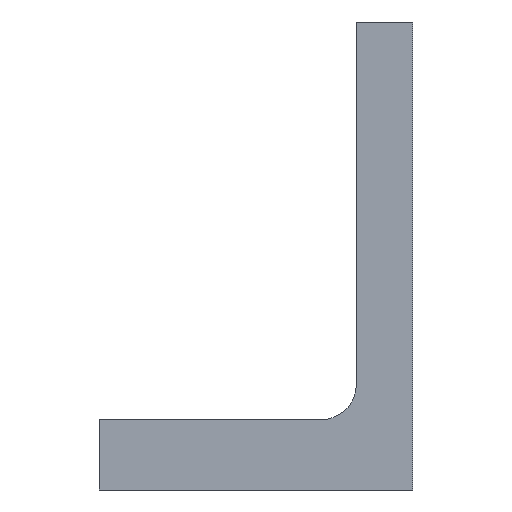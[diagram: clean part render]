
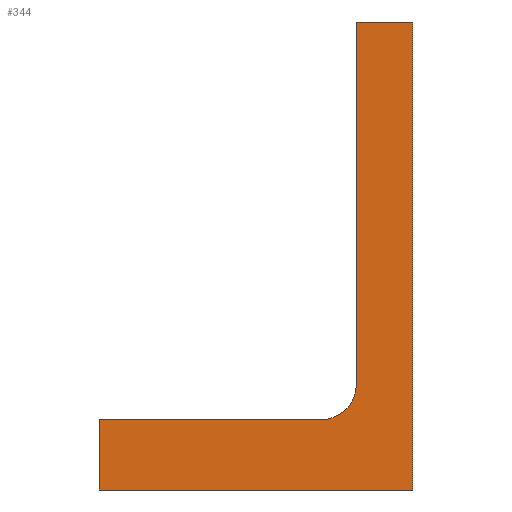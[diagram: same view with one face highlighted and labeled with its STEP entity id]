
A CAD part, left-side view. The second image highlights one B-rep face of the part: STEP entity #344.
In plain terms, the highlighted planar face has unit normal (-1, 0, 0).
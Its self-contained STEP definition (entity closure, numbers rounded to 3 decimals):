
#2 = VECTOR ( 'NONE', #655, 1000. ) ;
#16 = VERTEX_POINT ( 'NONE', #251 ) ;
#27 = ORIENTED_EDGE ( 'NONE', *, *, #294, .T. ) ;
#50 = VECTOR ( 'NONE', #778, 1000. ) ;
#75 = CARTESIAN_POINT ( 'NONE',  ( -34.5, 1.6, 6.65 ) ) ;
#76 = VERTEX_POINT ( 'NONE', #695 ) ;
#103 = CARTESIAN_POINT ( 'NONE',  ( -34.5, 0., 6.65 ) ) ;
#148 = LINE ( 'NONE', #711, #587 ) ;
#162 = DIRECTION ( 'NONE',  ( 1., 0., 0. ) ) ;
#169 = CARTESIAN_POINT ( 'NONE',  ( -34.5, 2.6, -3.65 ) ) ;
#174 = VERTEX_POINT ( 'NONE', #657 ) ;
#175 = CARTESIAN_POINT ( 'NONE',  ( -34.5, 1.6, -6.65 ) ) ;
#181 = DIRECTION ( 'NONE',  ( 1., 0., 0. ) ) ;
#197 = EDGE_CURVE ( 'NONE', #174, #16, #273, .T. ) ;
#204 = ORIENTED_EDGE ( 'NONE', *, *, #238, .F. ) ;
#217 = LINE ( 'NONE', #408, #2 ) ;
#228 = EDGE_LOOP ( 'NONE', ( #456, #617, #371, #366, #438, #204, #27 ) ) ;
#237 = DIRECTION ( 'NONE',  ( 0., 0., 1. ) ) ;
#238 = EDGE_CURVE ( 'NONE', #662, #174, #148, .T. ) ;
#251 = CARTESIAN_POINT ( 'NONE',  ( -34.5, 2.6, -4.65 ) ) ;
#273 = LINE ( 'NONE', #342, #50 ) ;
#274 = VERTEX_POINT ( 'NONE', #554 ) ;
#294 = EDGE_CURVE ( 'NONE', #662, #625, #548, .T. ) ;
#312 = DIRECTION ( 'NONE',  ( 0., -1., 0. ) ) ;
#337 = AXIS2_PLACEMENT_3D ( 'NONE', #169, #181, #537 ) ;
#341 = AXIS2_PLACEMENT_3D ( 'NONE', #609, #162, #418 ) ;
#342 = CARTESIAN_POINT ( 'NONE',  ( -34.5, 8.9, -4.65 ) ) ;
#344 = ADVANCED_FACE ( 'NONE', ( #539 ), #792, .F. ) ;
#366 = ORIENTED_EDGE ( 'NONE', *, *, #680, .T. ) ;
#371 = ORIENTED_EDGE ( 'NONE', *, *, #490, .F. ) ;
#386 = LINE ( 'NONE', #75, #591 ) ;
#408 = CARTESIAN_POINT ( 'NONE',  ( -34.5, 0., 6.65 ) ) ;
#411 = CIRCLE ( 'NONE', #337, 1. ) ;
#418 = DIRECTION ( 'NONE',  ( 0., 0., -1. ) ) ;
#438 = ORIENTED_EDGE ( 'NONE', *, *, #197, .F. ) ;
#444 = EDGE_CURVE ( 'NONE', #76, #752, #698, .T. ) ;
#456 = ORIENTED_EDGE ( 'NONE', *, *, #589, .T. ) ;
#490 = EDGE_CURVE ( 'NONE', #274, #76, #386, .T. ) ;
#537 = DIRECTION ( 'NONE',  ( 0., 0., -1. ) ) ;
#539 = FACE_OUTER_BOUND ( 'NONE', #228, .T. ) ;
#548 = LINE ( 'NONE', #175, #749 ) ;
#554 = CARTESIAN_POINT ( 'NONE',  ( -34.5, 1.6, -3.65 ) ) ;
#586 = CARTESIAN_POINT ( 'NONE',  ( -34.5, 0., -6.65 ) ) ;
#587 = VECTOR ( 'NONE', #648, 1000. ) ;
#589 = EDGE_CURVE ( 'NONE', #625, #752, #217, .T. ) ;
#591 = VECTOR ( 'NONE', #237, 1000. ) ;
#609 = CARTESIAN_POINT ( 'NONE',  ( -34.5, 1.6, 6.65 ) ) ;
#617 = ORIENTED_EDGE ( 'NONE', *, *, #444, .F. ) ;
#623 = CARTESIAN_POINT ( 'NONE',  ( -34.5, 1.6, 6.65 ) ) ;
#625 = VERTEX_POINT ( 'NONE', #586 ) ;
#648 = DIRECTION ( 'NONE',  ( 0., 0., 1. ) ) ;
#655 = DIRECTION ( 'NONE',  ( 0., 0., 1. ) ) ;
#657 = CARTESIAN_POINT ( 'NONE',  ( -34.5, 8.9, -4.65 ) ) ;
#662 = VERTEX_POINT ( 'NONE', #777 ) ;
#667 = DIRECTION ( 'NONE',  ( 0., -1., 0. ) ) ;
#680 = EDGE_CURVE ( 'NONE', #274, #16, #411, .T. ) ;
#695 = CARTESIAN_POINT ( 'NONE',  ( -34.5, 1.6, 6.65 ) ) ;
#698 = LINE ( 'NONE', #623, #772 ) ;
#711 = CARTESIAN_POINT ( 'NONE',  ( -34.5, 8.9, -6.65 ) ) ;
#749 = VECTOR ( 'NONE', #667, 1000. ) ;
#752 = VERTEX_POINT ( 'NONE', #103 ) ;
#772 = VECTOR ( 'NONE', #312, 1000. ) ;
#777 = CARTESIAN_POINT ( 'NONE',  ( -34.5, 8.9, -6.65 ) ) ;
#778 = DIRECTION ( 'NONE',  ( 0., -1., 0. ) ) ;
#792 = PLANE ( 'NONE',  #341 ) ;
